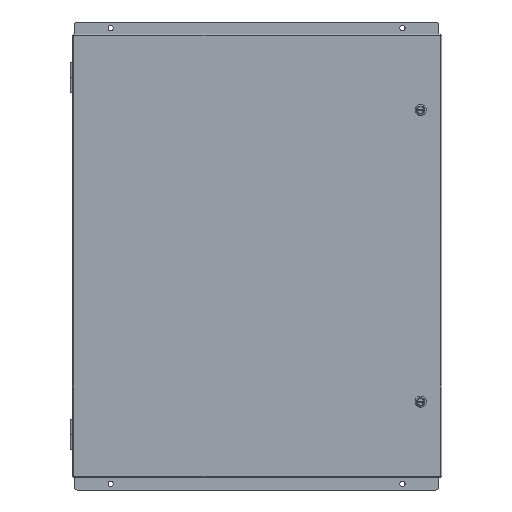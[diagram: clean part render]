
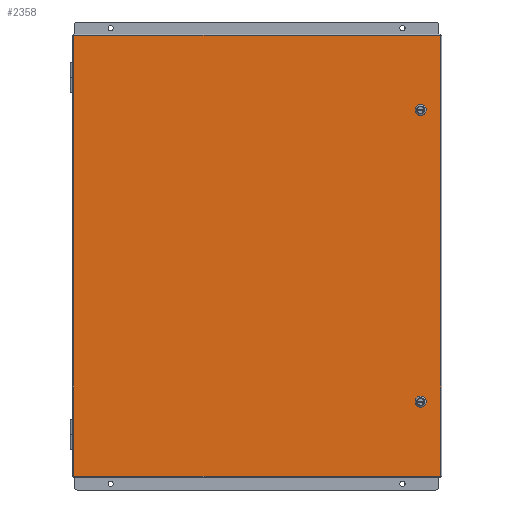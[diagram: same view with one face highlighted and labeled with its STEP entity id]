
A CAD part, front view. The second image highlights one B-rep face of the part: STEP entity #2358.
In plain terms, the highlighted planar face has unit normal (0, -1, 0).
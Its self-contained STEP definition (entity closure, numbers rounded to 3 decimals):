
#2358 = ADVANCED_FACE( '', ( #5738, #5739, #5740 ), #5741, .T. );
#5738 = FACE_BOUND( '', #14898, .T. );
#5739 = FACE_BOUND( '', #14899, .T. );
#5740 = FACE_OUTER_BOUND( '', #14900, .T. );
#5741 = PLANE( '', #14901 );
#14898 = EDGE_LOOP( '', ( #46894, #46895, #46896, #46897 ) );
#14899 = EDGE_LOOP( '', ( #46898, #46899, #46900, #46901 ) );
#14900 = EDGE_LOOP( '', ( #46902, #46903, #46904, #46905 ) );
#14901 = AXIS2_PLACEMENT_3D( '', #46906, #46907, #46908 );
#46894 = ORIENTED_EDGE( '', *, *, #60333, .F. );
#46895 = ORIENTED_EDGE( '', *, *, #60334, .F. );
#46896 = ORIENTED_EDGE( '', *, *, #60335, .F. );
#46897 = ORIENTED_EDGE( '', *, *, #60336, .F. );
#46898 = ORIENTED_EDGE( '', *, *, #60337, .F. );
#46899 = ORIENTED_EDGE( '', *, *, #60338, .F. );
#46900 = ORIENTED_EDGE( '', *, *, #60293, .F. );
#46901 = ORIENTED_EDGE( '', *, *, #60339, .F. );
#46902 = ORIENTED_EDGE( '', *, *, #60340, .T. );
#46903 = ORIENTED_EDGE( '', *, *, #60081, .F. );
#46904 = ORIENTED_EDGE( '', *, *, #60341, .F. );
#46905 = ORIENTED_EDGE( '', *, *, #60342, .F. );
#46906 = CARTESIAN_POINT( '', ( 0., 0., 0. ) );
#46907 = DIRECTION( '', ( 0., -1., 0. ) );
#46908 = DIRECTION( '', ( 0., 0., -1. ) );
#60081 = EDGE_CURVE( '', #65787, #65789, #65790, .T. );
#60293 = EDGE_CURVE( '', #66139, #66141, #66142, .T. );
#60333 = EDGE_CURVE( '', #66206, #66207, #66208, .T. );
#60334 = EDGE_CURVE( '', #66209, #66206, #66210, .T. );
#60335 = EDGE_CURVE( '', #66211, #66209, #66212, .T. );
#60336 = EDGE_CURVE( '', #66207, #66211, #66213, .T. );
#60337 = EDGE_CURVE( '', #66214, #66215, #66216, .T. );
#60338 = EDGE_CURVE( '', #66141, #66214, #66217, .T. );
#60339 = EDGE_CURVE( '', #66215, #66139, #66218, .T. );
#60340 = EDGE_CURVE( '', #63735, #65789, #66219, .T. );
#60341 = EDGE_CURVE( '', #66220, #65787, #66221, .T. );
#60342 = EDGE_CURVE( '', #63735, #66220, #66222, .T. );
#63735 = VERTEX_POINT( '', #71019 );
#65787 = VERTEX_POINT( '', #77395 );
#65789 = VERTEX_POINT( '', #77406 );
#65790 = LINE( '', #77407, #77408 );
#66139 = VERTEX_POINT( '', #78241 );
#66141 = VERTEX_POINT( '', #78244 );
#66142 = CIRCLE( '', #78245, 9.716 );
#66206 = VERTEX_POINT( '', #78376 );
#66207 = VERTEX_POINT( '', #78377 );
#66208 = CIRCLE( '', #78378, 9.716 );
#66209 = VERTEX_POINT( '', #78379 );
#66210 = LINE( '', #78380, #78381 );
#66211 = VERTEX_POINT( '', #78382 );
#66212 = CIRCLE( '', #78383, 9.716 );
#66213 = LINE( '', #78384, #78385 );
#66214 = VERTEX_POINT( '', #78386 );
#66215 = VERTEX_POINT( '', #78387 );
#66216 = CIRCLE( '', #78388, 9.716 );
#66217 = LINE( '', #78389, #78390 );
#66218 = LINE( '', #78391, #78392 );
#66219 = LINE( '', #78393, #78394 );
#66220 = VERTEX_POINT( '', #78395 );
#66221 = LINE( '', #78396, #78397 );
#66222 = LINE( '', #78398, #78399 );
#71019 = CARTESIAN_POINT( '', ( 383.362, 0., 460.362 ) );
#77395 = CARTESIAN_POINT( '', ( -383.362, 0., -460.362 ) );
#77406 = CARTESIAN_POINT( '', ( -383.362, 0., 460.362 ) );
#77407 = CARTESIAN_POINT( '', ( -383.362, 0., -460.362 ) );
#77408 = VECTOR( '', #89545, 1000. );
#78241 = CARTESIAN_POINT( '', ( 349.758, 0., -299.49 ) );
#78244 = CARTESIAN_POINT( '', ( 333.502, 0., -299.49 ) );
#78245 = AXIS2_PLACEMENT_3D( '', #89715, #89716, #89717 );
#78376 = CARTESIAN_POINT( '', ( 333.502, 0., 299.49 ) );
#78377 = CARTESIAN_POINT( '', ( 349.758, 0., 299.49 ) );
#78378 = AXIS2_PLACEMENT_3D( '', #89747, #89748, #89749 );
#78379 = CARTESIAN_POINT( '', ( 333.502, 0., 310.135 ) );
#78380 = CARTESIAN_POINT( '', ( 333.502, 0., 299.49 ) );
#78381 = VECTOR( '', #89750, 1000. );
#78382 = CARTESIAN_POINT( '', ( 349.758, 0., 310.135 ) );
#78383 = AXIS2_PLACEMENT_3D( '', #89751, #89752, #89753 );
#78384 = CARTESIAN_POINT( '', ( 349.758, 0., 299.49 ) );
#78385 = VECTOR( '', #89754, 1000. );
#78386 = CARTESIAN_POINT( '', ( 333.502, 0., -310.135 ) );
#78387 = CARTESIAN_POINT( '', ( 349.758, 0., -310.135 ) );
#78388 = AXIS2_PLACEMENT_3D( '', #89755, #89756, #89757 );
#78389 = CARTESIAN_POINT( '', ( 333.502, 0., -310.135 ) );
#78390 = VECTOR( '', #89758, 1000. );
#78391 = CARTESIAN_POINT( '', ( 349.758, 0., -310.135 ) );
#78392 = VECTOR( '', #89759, 1000. );
#78393 = CARTESIAN_POINT( '', ( -383.362, 0., 460.362 ) );
#78394 = VECTOR( '', #89760, 1000. );
#78395 = CARTESIAN_POINT( '', ( 383.362, 0., -460.362 ) );
#78396 = CARTESIAN_POINT( '', ( 383.362, 0., -460.362 ) );
#78397 = VECTOR( '', #89761, 1000. );
#78398 = CARTESIAN_POINT( '', ( 383.362, 0., 460.362 ) );
#78399 = VECTOR( '', #89762, 1000. );
#89545 = DIRECTION( '', ( 0., 0., 1. ) );
#89715 = CARTESIAN_POINT( '', ( 341.63, 0., -304.813 ) );
#89716 = DIRECTION( '', ( 0., -1., 0. ) );
#89717 = DIRECTION( '', ( -1., 0., 0. ) );
#89747 = CARTESIAN_POINT( '', ( 341.63, 0., 304.813 ) );
#89748 = DIRECTION( '', ( 0., -1., 0. ) );
#89749 = DIRECTION( '', ( -1., 0., 0. ) );
#89750 = DIRECTION( '', ( 0., 0., -1. ) );
#89751 = CARTESIAN_POINT( '', ( 341.63, 0., 304.813 ) );
#89752 = DIRECTION( '', ( 0., -1., 0. ) );
#89753 = DIRECTION( '', ( -1., 0., 0. ) );
#89754 = DIRECTION( '', ( 0., 0., 1. ) );
#89755 = CARTESIAN_POINT( '', ( 341.63, 0., -304.813 ) );
#89756 = DIRECTION( '', ( 0., -1., 0. ) );
#89757 = DIRECTION( '', ( -1., 0., 0. ) );
#89758 = DIRECTION( '', ( 0., 0., -1. ) );
#89759 = DIRECTION( '', ( 0., 0., 1. ) );
#89760 = DIRECTION( '', ( -1., 0., 0. ) );
#89761 = DIRECTION( '', ( -1., 0., 0. ) );
#89762 = DIRECTION( '', ( 0., 0., -1. ) );
